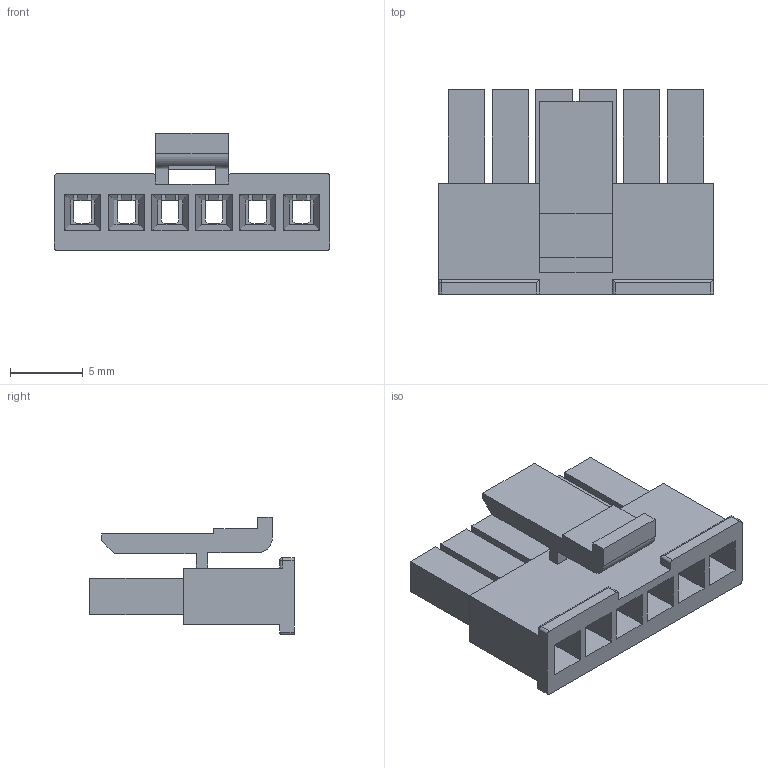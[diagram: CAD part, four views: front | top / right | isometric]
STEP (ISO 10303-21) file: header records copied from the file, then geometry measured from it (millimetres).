
FILE_DESCRIPTION(/* description */ ('Unknown'),/* implementation_level */ '2;1');
FILE_NAME(/* name */ '662006013322',/* time_stamp */ '2019-08-20T09:27:26+02:00',/* author */ ('Unknown'),/* organization */ ('Unknown'),/* preprocessor_version */ 'ST-DEVELOPER v16.7',/* originating_system */ 'DEX',/* authorisation */ $);
FILE_SCHEMA (('AUTOMOTIVE_DESIGN {1 0 10303 214 3 1 1}'));
Length unit declared in the file: millimetre
Products named in the file (2): 6620xx013322; 662006013322
Assembly tree (1 placements, depth 2):
  6620xx013322
    662006013322
Bounding box: 18.85 x 14 x 8.08 mm (x, y, z)
Volume: 543.9 mm3; surface area: 1722.9 mm2
Topology: 1 solids, 1 shells, 304 faces, 803 edges, 512 vertices
Faces by surface type: plane 292, cylinder 11, sphere 1
Entity records: 9198 total; most frequent: CARTESIAN_POINT 1620, ORIENTED_EDGE 1604, DIRECTION 1433, EDGE_CURVE 802, LINE 783, VECTOR 783, VERTEX_POINT 512, EDGE_LOOP 330
